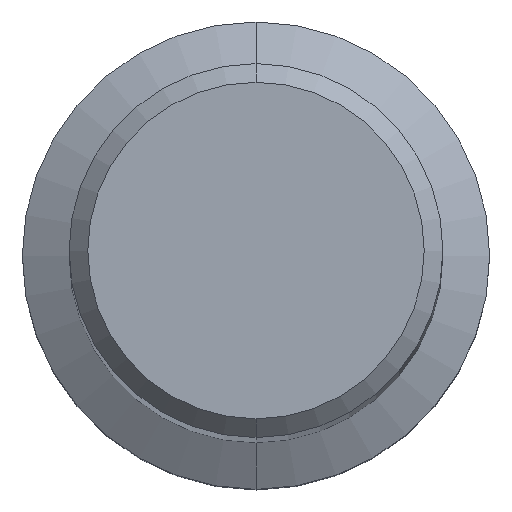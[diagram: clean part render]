
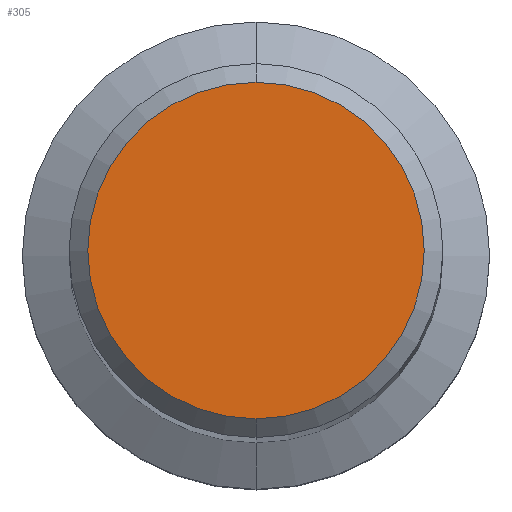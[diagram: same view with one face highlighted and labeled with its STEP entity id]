
A CAD part, top view. The second image highlights one B-rep face of the part: STEP entity #305.
In plain terms, the highlighted planar face has unit normal (0, 0, 1).
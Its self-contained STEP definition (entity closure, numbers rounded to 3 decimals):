
#205=EDGE_CURVE('',#211,#381,#560,.T.);
#211=VERTEX_POINT('',#566);
#291=EDGE_CURVE('',#381,#211,#653,.T.);
#305=ADVANCED_FACE('',(#670),#671,.T.);
#381=VERTEX_POINT('',#756);
#560=CIRCLE('',#947,3.6);
#566=CARTESIAN_POINT('',(0.,-3.6,0.0));
#653=CIRCLE('',#1127,3.6);
#670=FACE_OUTER_BOUND('',#1146,.T.);
#671=PLANE('',#1147);
#756=CARTESIAN_POINT('',(0.0,3.6,0.0));
#947=AXIS2_PLACEMENT_3D('',#1644,#1645,#1646);
#1127=AXIS2_PLACEMENT_3D('',#1754,#1755,#1756);
#1146=EDGE_LOOP('',(#1787,#1788));
#1147=AXIS2_PLACEMENT_3D('',#1789,#1790,#1791);
#1644=CARTESIAN_POINT('',(0.0,0.0,0.0));
#1645=DIRECTION('',(0.0,0.0,-1.0));
#1646=DIRECTION('',(0.0,1.0,0.0));
#1754=CARTESIAN_POINT('',(0.0,0.0,0.0));
#1755=DIRECTION('',(0.0,0.0,-1.0));
#1756=DIRECTION('',(0.0,1.0,0.0));
#1787=ORIENTED_EDGE('',*,*,#291,.F.);
#1788=ORIENTED_EDGE('',*,*,#205,.F.);
#1789=CARTESIAN_POINT('',(0.0,1.8,0.0));
#1790=DIRECTION('',(-0.0,0.0,1.0));
#1791=DIRECTION('',(0.0,-1.0,0.0));
